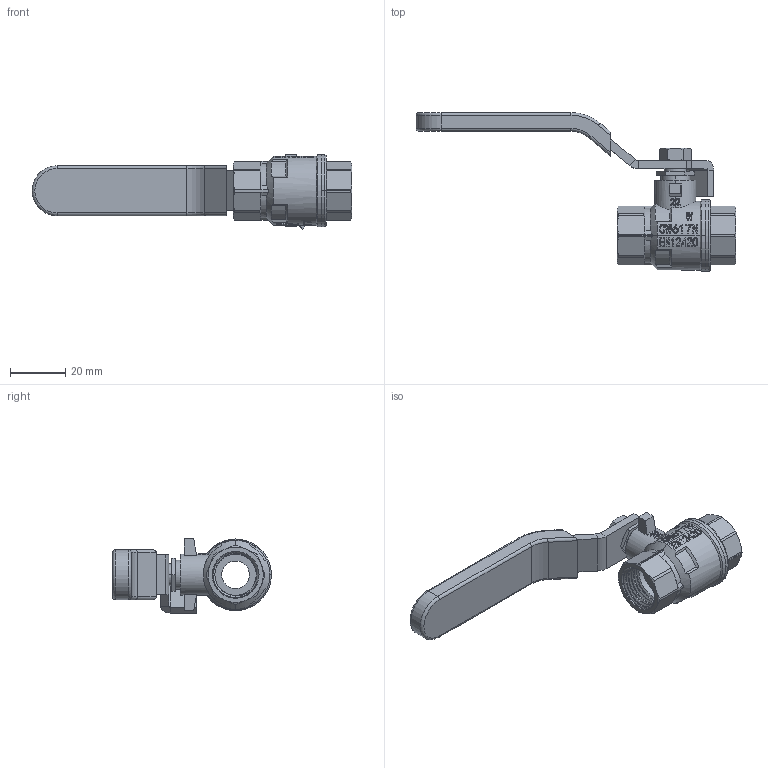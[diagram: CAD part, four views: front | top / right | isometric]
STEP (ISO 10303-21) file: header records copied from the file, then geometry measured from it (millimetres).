
FILE_DESCRIPTION(/* description */ ('Unknown','CAx-IF Rec.Pracs.---Representation and Presentation of Product Manufacturing Information (PMI)---4.0---2014-10-13','CAx-IF Rec.Pracs.---3D Tessellated Geometry---0.4---2014-09-14','2;1'),/* implementation_level */ '2;1');
FILE_NAME(/* name */ '600-03',/* time_stamp */ '2023-11-21T09:02:57+01:00',/* author */ ('Unknown'),/* organization */ ('Unknown'),/* preprocessor_version */ 'ST-DEVELOPER v18.102',/* originating_system */ 'Solid Edge',/* authorisation */ 'Unknown');
FILE_SCHEMA (('AP242_MANAGED_MODEL_BASED_3D_ENGINEERING_MIM_LF { 1 0 10303 442 1 1 4 }'));
Products named in the file (7): 600-03; 葩璃 10.33601.G10.0B05-5990^10.33601.G10.CP05-5990_10.33601.G10.0B05-
5990; 葩璃 10.33601.G10.1^10.33601.G10.CP05-5990_10.33601.G10.1B05; 葩璃 10.33701.G08.4^10.33601.G10.CP05-5990_10.33701.G08.4632; 葩璃 10.33701.G08.50^10.33601.G10.CP05-5990_10.33701.G08.5032; 葩璃 10.33601.G10.7023-5990^10.33601.G10.CP05-5990_10.33601.G10.7023-
5990; 葩璃 10.33601.G08.60^10.33601.G10.CP05-5990_10.33601.G08.6032
Assembly tree (6 placements, depth 2):
  600-03
    葩璃 10.33601.G10.0B05-5990^10.33601.G10.CP05-5990_10.33601.G10.0B05-
5990
    葩璃 10.33601.G10.1^10.33601.G10.CP05-5990_10.33601.G10.1B05
    葩璃 10.33701.G08.4^10.33601.G10.CP05-5990_10.33701.G08.4632
    葩璃 10.33701.G08.50^10.33601.G10.CP05-5990_10.33701.G08.5032
    葩璃 10.33601.G10.7023-5990^10.33601.G10.CP05-5990_10.33601.G10.7023-
5990
    葩璃 10.33601.G08.60^10.33601.G10.CP05-5990_10.33601.G08.6032
Bounding box: 116 x 57.6 x 26.88 mm (x, y, z)
Volume: 20642.7 mm3; surface area: 16466.4 mm2
Topology: 6 solids, 6 shells, 880 faces, 2283 edges, 1475 vertices
Faces by surface type: plane 387, cylinder 249, cone 113, bspline 103, torus 24, sphere 4
Entity records: 51570 total; most frequent: CARTESIAN_POINT 31838, ORIENTED_EDGE 4566, DIRECTION 3420, EDGE_CURVE 2283, VERTEX_POINT 1475, AXIS2_PLACEMENT_3D 1309, EDGE_LOOP 952, FACE_BOUND 952
